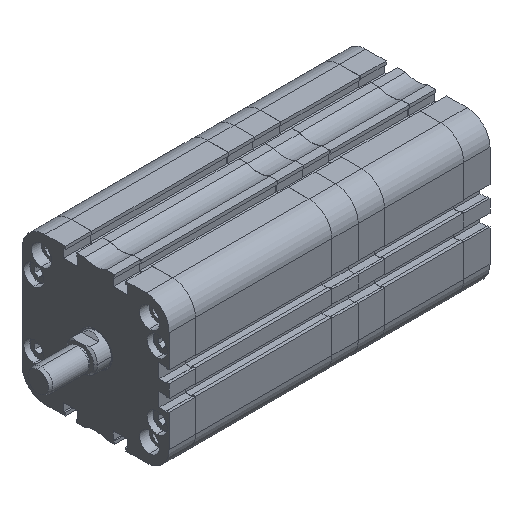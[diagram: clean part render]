
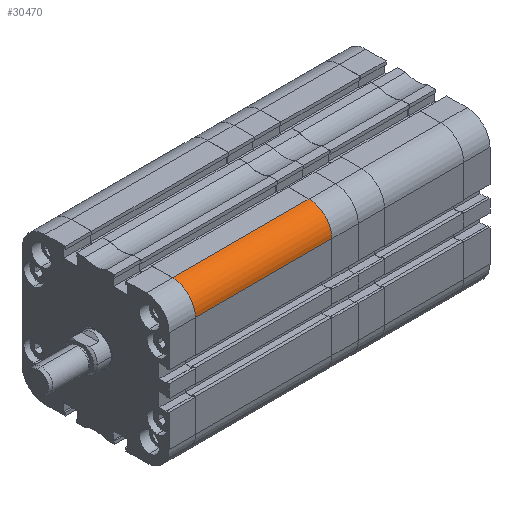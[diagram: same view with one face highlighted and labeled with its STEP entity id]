
A CAD part, isometric view. The second image highlights one B-rep face of the part: STEP entity #30470.
In plain terms, the highlighted cylindrical face has radius 12 mm (diameter 24 mm), a partial arc.
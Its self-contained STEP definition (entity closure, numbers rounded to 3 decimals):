
#143 = ORIENTED_EDGE ( 'NONE', *, *, #24288, .F. ) ;
#978 = DIRECTION ( 'NONE',  ( 1., 0., 0. ) ) ;
#1317 = ORIENTED_EDGE ( 'NONE', *, *, #12952, .F. ) ;
#1457 = VERTEX_POINT ( 'NONE', #10444 ) ;
#4806 = FACE_OUTER_BOUND ( 'NONE', #6555, .T. ) ;
#5168 = AXIS2_PLACEMENT_3D ( 'NONE', #16657, #978, #10487 ) ;
#6484 = VERTEX_POINT ( 'NONE', #39084 ) ;
#6555 = EDGE_LOOP ( 'NONE', ( #8231, #1317, #143, #7448 ) ) ;
#7448 = ORIENTED_EDGE ( 'NONE', *, *, #24933, .F. ) ;
#8231 = ORIENTED_EDGE ( 'NONE', *, *, #23068, .F. ) ;
#8280 = CARTESIAN_POINT ( 'NONE',  ( 71.5, -26.5, 38.5 ) ) ;
#10412 = CARTESIAN_POINT ( 'NONE',  ( 71.5, -38.5, 26.5 ) ) ;
#10444 = CARTESIAN_POINT ( 'NONE',  ( 0., -38.5, 26.5 ) ) ;
#10487 = DIRECTION ( 'NONE',  ( 0., 0., -1. ) ) ;
#11044 = DIRECTION ( 'NONE',  ( 0., 0., 1. ) ) ;
#11211 = VECTOR ( 'NONE', #29214, 1000. ) ;
#12512 = AXIS2_PLACEMENT_3D ( 'NONE', #24314, #14589, #14394 ) ;
#12952 = EDGE_CURVE ( 'NONE', #31259, #6484, #36634, .T. ) ;
#12959 = DIRECTION ( 'NONE',  ( -1., 0., 0. ) ) ;
#14391 = CIRCLE ( 'NONE', #5168, 12. ) ;
#14394 = DIRECTION ( 'NONE',  ( 0., 0., -1. ) ) ;
#14589 = DIRECTION ( 'NONE',  ( -1., 0., 0. ) ) ;
#16279 = AXIS2_PLACEMENT_3D ( 'NONE', #17209, #12959, #11044 ) ;
#16657 = CARTESIAN_POINT ( 'NONE',  ( 71.5, -26.5, 26.5 ) ) ;
#17209 = CARTESIAN_POINT ( 'NONE',  ( 71.5, -26.5, 26.5 ) ) ;
#23068 = EDGE_CURVE ( 'NONE', #6484, #29795, #14391, .T. ) ;
#23196 = LINE ( 'NONE', #10412, #11211 ) ;
#24288 = EDGE_CURVE ( 'NONE', #1457, #31259, #38958, .T. ) ;
#24314 = CARTESIAN_POINT ( 'NONE',  ( 0., -26.5, 26.5 ) ) ;
#24933 = EDGE_CURVE ( 'NONE', #29795, #1457, #23196, .T. ) ;
#29214 = DIRECTION ( 'NONE',  ( -1., 0., 0. ) ) ;
#29795 = VERTEX_POINT ( 'NONE', #40142 ) ;
#30470 = ADVANCED_FACE ( 'NONE', ( #4806 ), #36071, .T. ) ;
#30609 = DIRECTION ( 'NONE',  ( 1., 0., 0. ) ) ;
#31259 = VERTEX_POINT ( 'NONE', #36989 ) ;
#36071 = CYLINDRICAL_SURFACE ( 'NONE', #16279, 12. ) ;
#36634 = LINE ( 'NONE', #8280, #37163 ) ;
#36989 = CARTESIAN_POINT ( 'NONE',  ( 0., -26.5, 38.5 ) ) ;
#37163 = VECTOR ( 'NONE', #30609, 1000. ) ;
#38958 = CIRCLE ( 'NONE', #12512, 12. ) ;
#39084 = CARTESIAN_POINT ( 'NONE',  ( 71.5, -26.5, 38.5 ) ) ;
#40142 = CARTESIAN_POINT ( 'NONE',  ( 71.5, -38.5, 26.5 ) ) ;
